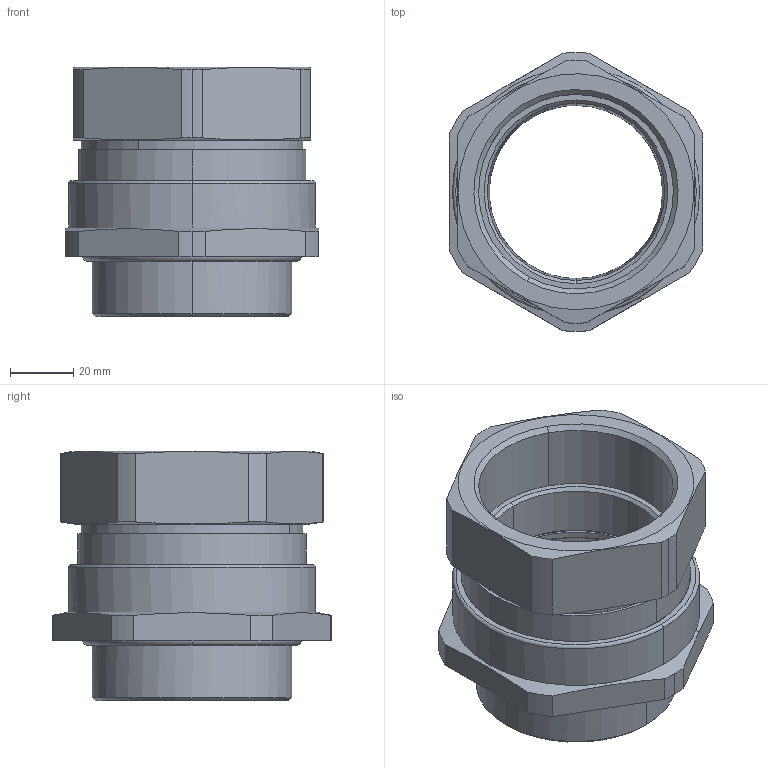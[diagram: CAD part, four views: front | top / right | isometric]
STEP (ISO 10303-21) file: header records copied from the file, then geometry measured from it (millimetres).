
FILE_DESCRIPTION(('CATIA V5 STEP Exchange','CAx-IF Rec.Pracs.--- Model Styling and Organization---1.4--- 2014-01-23'),'2;1');
FILE_NAME ('D1552574_0_1205180000_1205180000.stp','2022-05-11T08:32:44+00:00',('none'),('Weidmueller'),'CATIA Version 5-6 Release 2016 SP3 HF44','CATIA V5 STEP AP214','none');
FILE_SCHEMA(('AUTOMOTIVE_DESIGN { 1 0 10303 214 1 1 1 1 }'));
Length unit declared in the file: millimetre
Products named in the file (1): A2LC/63/M63-M63F-WM
Bounding box: 80 x 88 x 78.75 mm (x, y, z)
Volume: 135587.7 mm3; surface area: 53830.6 mm2
Topology: 3 solids, 3 shells, 104 faces, 252 edges, 160 vertices
Faces by surface type: cylinder 42, plane 24, cone 24, torus 14
Entity records: 2937 total; most frequent: CARTESIAN_POINT 657, ORIENTED_EDGE 504, DIRECTION 367, EDGE_CURVE 252, AXIS2_PLACEMENT_3D 214, VERTEX_POINT 160, CIRCLE 143, EDGE_LOOP 116
